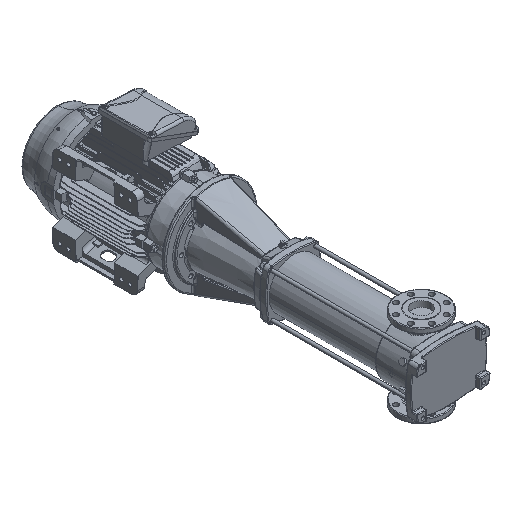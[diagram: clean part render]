
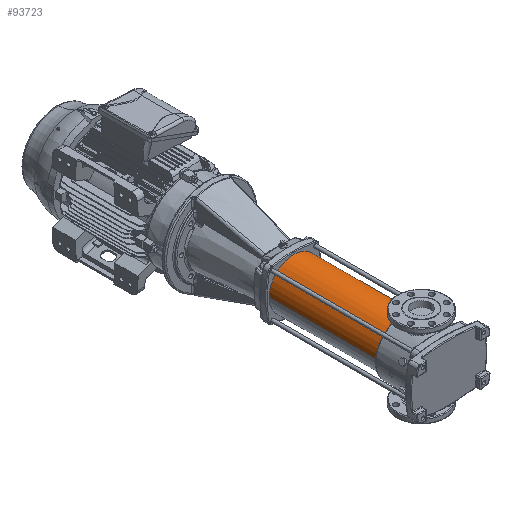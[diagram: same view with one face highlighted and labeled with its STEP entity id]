
A CAD part, isometric view. The second image highlights one B-rep face of the part: STEP entity #93723.
In plain terms, the highlighted cylindrical face has radius 108 mm (diameter 216 mm), a partial arc.
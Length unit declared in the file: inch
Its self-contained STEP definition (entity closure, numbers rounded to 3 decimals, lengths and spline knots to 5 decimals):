
#10698 = CIRCLE ( 'NONE', #30708, 4.25197 ) ;
#15268 = DIRECTION ( 'NONE',  ( 0., 0., 1. ) ) ;
#19611 = VERTEX_POINT ( 'NONE', #25853 ) ;
#23345 = ORIENTED_EDGE ( 'NONE', *, *, #55916, .T. ) ;
#25853 = CARTESIAN_POINT ( 'NONE',  ( 0., 2.55906, -4.25197 ) ) ;
#28180 = CARTESIAN_POINT ( 'NONE',  ( 0., 2.55906, 0. ) ) ;
#29559 = EDGE_CURVE ( 'NONE', #19611, #140716, #49260, .T. ) ;
#30708 = AXIS2_PLACEMENT_3D ( 'NONE', #98289, #146795, #15268 ) ;
#31606 = AXIS2_PLACEMENT_3D ( 'NONE', #121966, #86722, #134463 ) ;
#37529 = CARTESIAN_POINT ( 'NONE',  ( 0., 21.27165, -4.25197 ) ) ;
#38283 = DIRECTION ( 'NONE',  ( 0., 1., 0. ) ) ;
#39930 = FACE_OUTER_BOUND ( 'NONE', #117336, .T. ) ;
#42255 = CYLINDRICAL_SURFACE ( 'NONE', #153569, 4.25197 ) ;
#49260 = LINE ( 'NONE', #97014, #108713 ) ;
#49789 = EDGE_CURVE ( 'NONE', #19611, #154810, #96547, .T. ) ;
#55916 = EDGE_CURVE ( 'NONE', #154810, #93210, #78764, .T. ) ;
#59484 = ORIENTED_EDGE ( 'NONE', *, *, #49789, .T. ) ;
#62645 = DIRECTION ( 'NONE',  ( 0., 1., 0. ) ) ;
#78764 = LINE ( 'NONE', #102202, #152429 ) ;
#84907 = EDGE_CURVE ( 'NONE', #93210, #140716, #10698, .T. ) ;
#86722 = DIRECTION ( 'NONE',  ( 0., 1., 0. ) ) ;
#88487 = DIRECTION ( 'NONE',  ( 0., 0., 1. ) ) ;
#93210 = VERTEX_POINT ( 'NONE', #131209 ) ;
#93723 = ADVANCED_FACE ( 'NONE', ( #39930 ), #42255, .T. ) ;
#96547 = CIRCLE ( 'NONE', #31606, 4.25197 ) ;
#97014 = CARTESIAN_POINT ( 'NONE',  ( 0., 2.55906, -4.25197 ) ) ;
#98289 = CARTESIAN_POINT ( 'NONE',  ( 0., 21.27165, 0. ) ) ;
#102202 = CARTESIAN_POINT ( 'NONE',  ( 0., 2.55906, 4.25197 ) ) ;
#104219 = ORIENTED_EDGE ( 'NONE', *, *, #84907, .T. ) ;
#108713 = VECTOR ( 'NONE', #38283, 39.37008 ) ;
#117046 = DIRECTION ( 'NONE',  ( 0., 1., 0. ) ) ;
#117336 = EDGE_LOOP ( 'NONE', ( #136499, #59484, #23345, #104219 ) ) ;
#121966 = CARTESIAN_POINT ( 'NONE',  ( 0., 2.55906, 0. ) ) ;
#131209 = CARTESIAN_POINT ( 'NONE',  ( 0., 21.27165, 4.25197 ) ) ;
#134463 = DIRECTION ( 'NONE',  ( 0., 0., 1. ) ) ;
#136499 = ORIENTED_EDGE ( 'NONE', *, *, #29559, .F. ) ;
#140716 = VERTEX_POINT ( 'NONE', #37529 ) ;
#143819 = CARTESIAN_POINT ( 'NONE',  ( 0., 2.55906, 4.25197 ) ) ;
#146795 = DIRECTION ( 'NONE',  ( 0., -1., 0. ) ) ;
#152429 = VECTOR ( 'NONE', #117046, 39.37008 ) ;
#153569 = AXIS2_PLACEMENT_3D ( 'NONE', #28180, #62645, #88487 ) ;
#154810 = VERTEX_POINT ( 'NONE', #143819 ) ;
